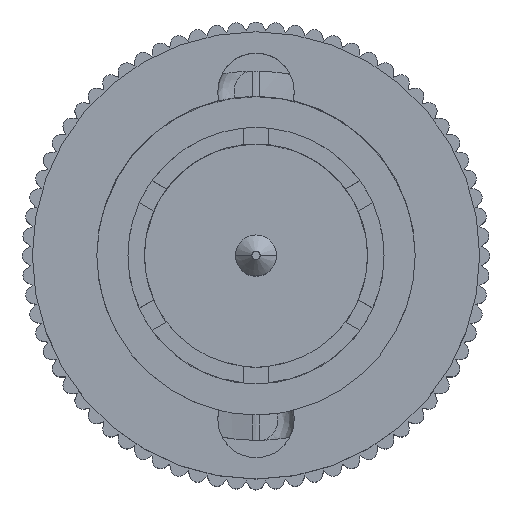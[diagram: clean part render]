
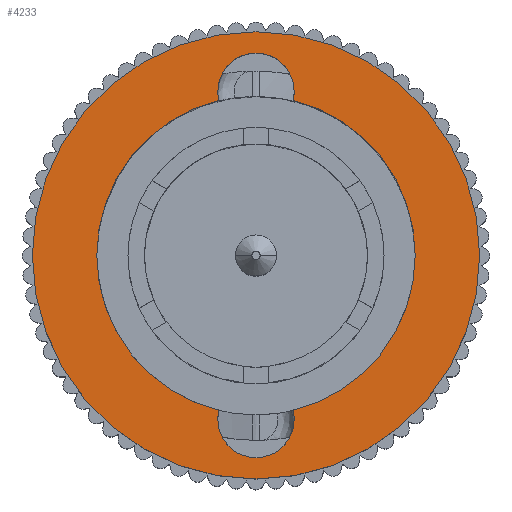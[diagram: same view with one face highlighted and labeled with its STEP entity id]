
A CAD part, top view. The second image highlights one B-rep face of the part: STEP entity #4233.
In plain terms, the highlighted planar face has unit normal (0, 0, 1).
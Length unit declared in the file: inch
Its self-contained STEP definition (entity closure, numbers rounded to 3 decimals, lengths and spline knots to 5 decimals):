
#8 = EDGE_CURVE ( 'NONE', #9616, #9514, #10558, .T. ) ;
#10 = EDGE_CURVE ( 'NONE', #9739, #996, #10517, .T. ) ;
#15 = EDGE_CURVE ( 'NONE', #1956, #9391, #10431, .T. ) ;
#18 = EDGE_CURVE ( 'NONE', #9485, #9685, #10443, .T. ) ;
#35 = AXIS2_PLACEMENT_3D ( 'NONE', #2536, #2517, #2084 ) ;
#36 = AXIS2_PLACEMENT_3D ( 'NONE', #2127, #2193, #2106 ) ;
#38 = AXIS2_PLACEMENT_3D ( 'NONE', #2349, #2384, #2441 ) ;
#41 = AXIS2_PLACEMENT_3D ( 'NONE', #2409, #2092, #2498 ) ;
#60 = AXIS2_PLACEMENT_3D ( 'NONE', #2419, #2278, #2155 ) ;
#76 = AXIS2_PLACEMENT_3D ( 'NONE', #2140, #2276, #2202 ) ;
#77 = AXIS2_PLACEMENT_3D ( 'NONE', #2429, #2109, #2088 ) ;
#78 = AXIS2_PLACEMENT_3D ( 'NONE', #2271, #2215, #2399 ) ;
#79 = AXIS2_PLACEMENT_3D ( 'NONE', #2491, #2052, #2377 ) ;
#103 = AXIS2_PLACEMENT_3D ( 'NONE', #13921, #13920, #13918 ) ;
#261 = EDGE_CURVE ( 'NONE', #9685, #9711, #7248, .T. ) ;
#310 = EDGE_CURVE ( 'NONE', #9711, #1956, #7224, .T. ) ;
#315 = EDGE_CURVE ( 'NONE', #777, #9485, #4684, .T. ) ;
#319 = EDGE_CURVE ( 'NONE', #9391, #9616, #4753, .T. ) ;
#324 = EDGE_CURVE ( 'NONE', #1536, #777, #4757, .T. ) ;
#362 = AXIS2_PLACEMENT_3D ( 'NONE', #12398, #12400, #12384 ) ;
#608 = EDGE_CURVE ( 'NONE', #996, #9739, #4671, .T. ) ;
#777 = VERTEX_POINT ( 'NONE', #13087 ) ;
#996 = VERTEX_POINT ( 'NONE', #13616 ) ;
#1415 = FACE_BOUND ( 'NONE', #7694, .T. ) ;
#1422 = FACE_OUTER_BOUND ( 'NONE', #7940, .T. ) ;
#1536 = VERTEX_POINT ( 'NONE', #13952 ) ;
#1956 = VERTEX_POINT ( 'NONE', #13619 ) ;
#2052 = DIRECTION ( 'NONE',  ( 0., 0., 1. ) ) ;
#2084 = DIRECTION ( 'NONE',  ( 1., 0., 0. ) ) ;
#2088 = DIRECTION ( 'NONE',  ( 1., 0., 0. ) ) ;
#2092 = DIRECTION ( 'NONE',  ( 0., 0., 1. ) ) ;
#2106 = DIRECTION ( 'NONE',  ( 1., 0., 0. ) ) ;
#2109 = DIRECTION ( 'NONE',  ( 0., 0., 1. ) ) ;
#2127 = CARTESIAN_POINT ( 'NONE',  ( 0., 0., 0. ) ) ;
#2140 = CARTESIAN_POINT ( 'NONE',  ( 0., 0.2, 0. ) ) ;
#2155 = DIRECTION ( 'NONE',  ( -1., 0., 0. ) ) ;
#2193 = DIRECTION ( 'NONE',  ( 0., 0., 1. ) ) ;
#2202 = DIRECTION ( 'NONE',  ( -1., 0., 0. ) ) ;
#2215 = DIRECTION ( 'NONE',  ( 0., 0., 1. ) ) ;
#2271 = CARTESIAN_POINT ( 'NONE',  ( 0., 0., 0. ) ) ;
#2276 = DIRECTION ( 'NONE',  ( 0., 0., 1. ) ) ;
#2278 = DIRECTION ( 'NONE',  ( 0., 0., 1. ) ) ;
#2349 = CARTESIAN_POINT ( 'NONE',  ( 0., 0., 0. ) ) ;
#2377 = DIRECTION ( 'NONE',  ( 1., 0., 0. ) ) ;
#2384 = DIRECTION ( 'NONE',  ( 0., 0., 1. ) ) ;
#2399 = DIRECTION ( 'NONE',  ( 1., 0., 0. ) ) ;
#2409 = CARTESIAN_POINT ( 'NONE',  ( 0., 0.2, 0. ) ) ;
#2419 = CARTESIAN_POINT ( 'NONE',  ( 0., 0.2, 0. ) ) ;
#2429 = CARTESIAN_POINT ( 'NONE',  ( 0., 0., 0. ) ) ;
#2441 = DIRECTION ( 'NONE',  ( 1., 0., 0. ) ) ;
#2491 = CARTESIAN_POINT ( 'NONE',  ( 0., 0., 0. ) ) ;
#2498 = DIRECTION ( 'NONE',  ( -1., 0., 0. ) ) ;
#2517 = DIRECTION ( 'NONE',  ( 0., 0., 1. ) ) ;
#2536 = CARTESIAN_POINT ( 'NONE',  ( 0., -0.2, 0. ) ) ;
#3319 = CARTESIAN_POINT ( 'NONE',  ( -0.194, 0., 0. ) ) ;
#3394 = CARTESIAN_POINT ( 'NONE',  ( 0.0451, 0.18868, 0. ) ) ;
#3414 = CARTESIAN_POINT ( 'NONE',  ( -0.0465, -0.2, 0. ) ) ;
#3466 = CARTESIAN_POINT ( 'NONE',  ( 0.0465, -0.2, 0. ) ) ;
#3492 = CARTESIAN_POINT ( 'NONE',  ( -0.0451, -0.18868, 0. ) ) ;
#3535 = CARTESIAN_POINT ( 'NONE',  ( 0.0465, 0.2, 0. ) ) ;
#3545 = CARTESIAN_POINT ( 'NONE',  ( -0.0465, 0.2, 0. ) ) ;
#3584 = CARTESIAN_POINT ( 'NONE',  ( 0.2725, 0., 0. ) ) ;
#4233 = ADVANCED_FACE ( 'NONE', ( #1415, #1422 ), #12391, .T. ) ;
#4511 = EDGE_CURVE ( 'NONE', #9514, #9588, #11418, .T. ) ;
#4577 = EDGE_CURVE ( 'NONE', #9588, #1536, #11515, .T. ) ;
#4671 = CIRCLE ( 'NONE', #103, 0.2725 ) ;
#4684 = CIRCLE ( 'NONE', #77, 0.194 ) ;
#4753 = CIRCLE ( 'NONE', #78, 0.194 ) ;
#4757 = CIRCLE ( 'NONE', #79, 0.194 ) ;
#6372 = AXIS2_PLACEMENT_3D ( 'NONE', #8145, #8393, #8122 ) ;
#6404 = AXIS2_PLACEMENT_3D ( 'NONE', #8377, #8347, #8411 ) ;
#7224 = CIRCLE ( 'NONE', #76, 0.0465 ) ;
#7248 = CIRCLE ( 'NONE', #60, 0.0465 ) ;
#7694 = EDGE_LOOP ( 'NONE', ( #10656, #10613, #10646, #10673, #10640, #10633, #10609, #10629, #10653, #10596 ) ) ;
#7940 = EDGE_LOOP ( 'NONE', ( #10660, #10614 ) ) ;
#8122 = DIRECTION ( 'NONE',  ( 1., 0., 0. ) ) ;
#8145 = CARTESIAN_POINT ( 'NONE',  ( 0., -0.2, 0. ) ) ;
#8347 = DIRECTION ( 'NONE',  ( 0., 0., 1. ) ) ;
#8377 = CARTESIAN_POINT ( 'NONE',  ( 0., -0.2, 0. ) ) ;
#8393 = DIRECTION ( 'NONE',  ( 0., 0., 1. ) ) ;
#8411 = DIRECTION ( 'NONE',  ( 1., 0., 0. ) ) ;
#9391 = VERTEX_POINT ( 'NONE', #3319 ) ;
#9485 = VERTEX_POINT ( 'NONE', #3394 ) ;
#9514 = VERTEX_POINT ( 'NONE', #3414 ) ;
#9588 = VERTEX_POINT ( 'NONE', #3466 ) ;
#9616 = VERTEX_POINT ( 'NONE', #3492 ) ;
#9685 = VERTEX_POINT ( 'NONE', #3535 ) ;
#9711 = VERTEX_POINT ( 'NONE', #3545 ) ;
#9739 = VERTEX_POINT ( 'NONE', #3584 ) ;
#10431 = CIRCLE ( 'NONE', #38, 0.194 ) ;
#10443 = CIRCLE ( 'NONE', #41, 0.0465 ) ;
#10517 = CIRCLE ( 'NONE', #36, 0.2725 ) ;
#10558 = CIRCLE ( 'NONE', #35, 0.0465 ) ;
#10596 = ORIENTED_EDGE ( 'NONE', *, *, #319, .F. ) ;
#10609 = ORIENTED_EDGE ( 'NONE', *, *, #4577, .F. ) ;
#10613 = ORIENTED_EDGE ( 'NONE', *, *, #310, .F. ) ;
#10614 = ORIENTED_EDGE ( 'NONE', *, *, #608, .T. ) ;
#10629 = ORIENTED_EDGE ( 'NONE', *, *, #4511, .F. ) ;
#10633 = ORIENTED_EDGE ( 'NONE', *, *, #324, .F. ) ;
#10640 = ORIENTED_EDGE ( 'NONE', *, *, #315, .F. ) ;
#10646 = ORIENTED_EDGE ( 'NONE', *, *, #261, .F. ) ;
#10653 = ORIENTED_EDGE ( 'NONE', *, *, #8, .F. ) ;
#10656 = ORIENTED_EDGE ( 'NONE', *, *, #15, .F. ) ;
#10660 = ORIENTED_EDGE ( 'NONE', *, *, #10, .T. ) ;
#10673 = ORIENTED_EDGE ( 'NONE', *, *, #18, .F. ) ;
#11418 = CIRCLE ( 'NONE', #6372, 0.0465 ) ;
#11515 = CIRCLE ( 'NONE', #6404, 0.0465 ) ;
#12384 = DIRECTION ( 'NONE',  ( 1., 0., 0. ) ) ;
#12391 = PLANE ( 'NONE',  #362 ) ;
#12398 = CARTESIAN_POINT ( 'NONE',  ( 0.2725, 0., 0. ) ) ;
#12400 = DIRECTION ( 'NONE',  ( 0., 0., 1. ) ) ;
#13087 = CARTESIAN_POINT ( 'NONE',  ( 0.194, 0., 0. ) ) ;
#13616 = CARTESIAN_POINT ( 'NONE',  ( -0.2725, 0., 0. ) ) ;
#13619 = CARTESIAN_POINT ( 'NONE',  ( -0.0451, 0.18868, 0. ) ) ;
#13918 = DIRECTION ( 'NONE',  ( 1., 0., 0. ) ) ;
#13920 = DIRECTION ( 'NONE',  ( 0., 0., 1. ) ) ;
#13921 = CARTESIAN_POINT ( 'NONE',  ( 0., 0., 0. ) ) ;
#13952 = CARTESIAN_POINT ( 'NONE',  ( 0.0451, -0.18868, 0. ) ) ;
